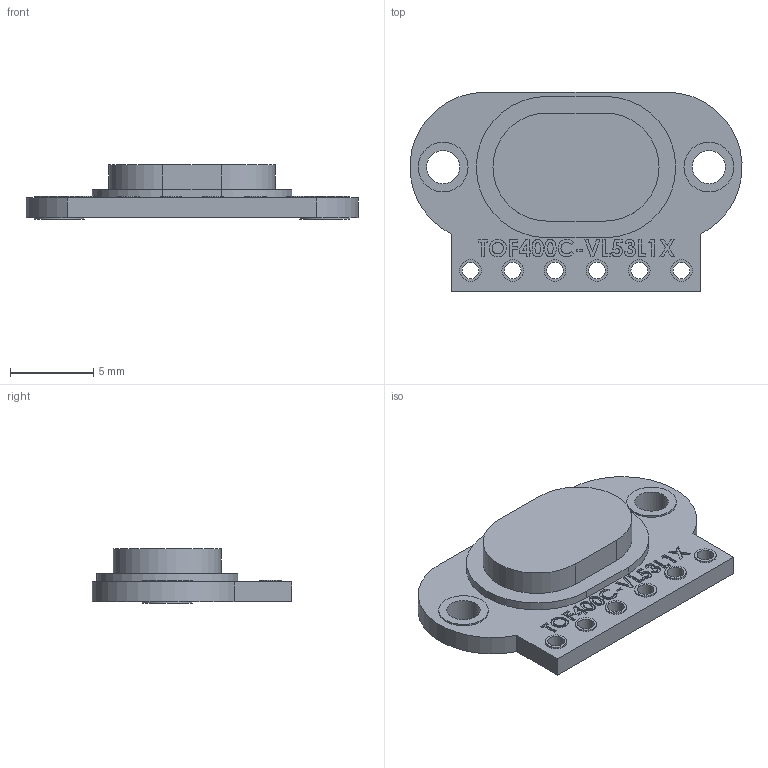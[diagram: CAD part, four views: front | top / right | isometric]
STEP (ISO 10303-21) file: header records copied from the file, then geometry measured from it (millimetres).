
FILE_DESCRIPTION(/* description */ ('STEP AP242','CAx-IF Rec.Pracs.---Representation and Presentation of Product Manufacturing Information (PMI)---4.0---2014-10-13','CAx-IF Rec.Pracs.---3D Tessellated Geometry---0.4---2014-09-14','2;1'),/* implementation_level */ '2;1');
FILE_NAME(/* name */ '67ce2c8ec0ed9b4ab768b7ff',/* time_stamp */ '2025-03-10T00:04:31Z',/* author */ (''),/* organization */ (''),/* preprocessor_version */ 'ST-DEVELOPER v20',/* originating_system */ 'ONSHAPE BY PTC INC, 1.194',/* authorisation */ ' ');
FILE_SCHEMA (('AP242_MANAGED_MODEL_BASED_3D_ENGINEERING_MIM_LF { 1 0 10303 442 1 1 4 }'));
Length unit declared in the file: metre
Products named in the file (1): TOF400C
Bounding box: 19.98 x 12 x 3.3 mm (x, y, z)
Volume: 363.9 mm3; surface area: 586.4 mm2
Topology: 1 solids, 1 shells, 425 faces, 1133 edges, 763 vertices
Faces by surface type: plane 269, bspline 104, cylinder 52
Full cylindrical faces by diameter (mm): 1 x6, 1.3 x6, 2 x2, 3 x4
Entity records: 18559 total; most frequent: CARTESIAN_POINT 8498, ORIENTED_EDGE 2212, DIRECTION 1588, EDGE_CURVE 1106, VERTEX_POINT 754, LINE 736, VECTOR 736, EDGE_LOOP 512
